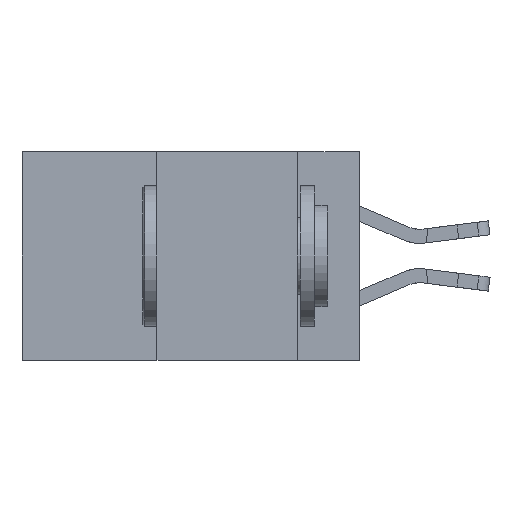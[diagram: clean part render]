
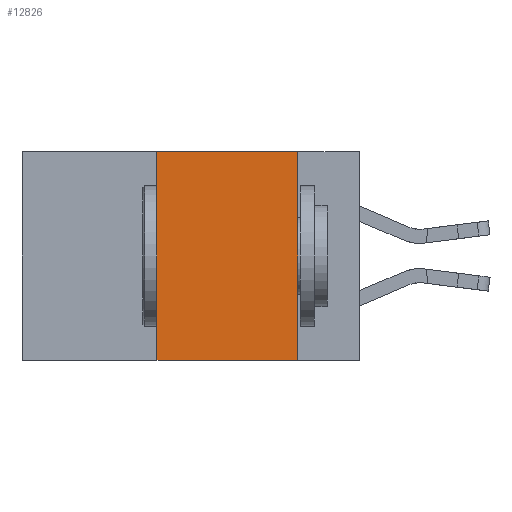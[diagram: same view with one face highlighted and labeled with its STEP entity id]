
A CAD part, left-side view. The second image highlights one B-rep face of the part: STEP entity #12826.
In plain terms, the highlighted planar face has unit normal (-1, 0, 0).
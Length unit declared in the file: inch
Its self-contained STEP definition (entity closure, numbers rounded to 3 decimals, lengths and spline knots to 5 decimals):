
#108 = CARTESIAN_POINT ( 'NONE',  ( 0., 0.6, 0. ) ) ;
#893 = VERTEX_POINT ( 'NONE', #12656 ) ;
#1303 = FACE_OUTER_BOUND ( 'NONE', #8061, .T. ) ;
#2461 = DIRECTION ( 'NONE',  ( 0., -1., 0. ) ) ;
#2887 = CARTESIAN_POINT ( 'NONE',  ( 0., 0.11, 0. ) ) ;
#4710 = ORIENTED_EDGE ( 'NONE', *, *, #11562, .F. ) ;
#4754 = ORIENTED_EDGE ( 'NONE', *, *, #8538, .F. ) ;
#4845 = ORIENTED_EDGE ( 'NONE', *, *, #12153, .F. ) ;
#4980 = ORIENTED_EDGE ( 'NONE', *, *, #11396, .T. ) ;
#5650 = DIRECTION ( 'NONE',  ( 0., -1., 0. ) ) ;
#6187 = CARTESIAN_POINT ( 'NONE',  ( 0., 0.6, 0. ) ) ;
#6291 = DIRECTION ( 'NONE',  ( 0., 0., 1. ) ) ;
#6600 = LINE ( 'NONE', #20885, #11447 ) ;
#7704 = AXIS2_PLACEMENT_3D ( 'NONE', #6187, #8025, #20781 ) ;
#8025 = DIRECTION ( 'NONE',  ( 1., 0., 0. ) ) ;
#8061 = EDGE_LOOP ( 'NONE', ( #4710, #4754, #4845, #4980 ) ) ;
#8067 = VECTOR ( 'NONE', #2461, 39.37008 ) ;
#8538 = EDGE_CURVE ( 'NONE', #893, #20620, #13598, .T. ) ;
#8886 = VECTOR ( 'NONE', #13905, 39.37008 ) ;
#11396 = EDGE_CURVE ( 'NONE', #23688, #13018, #12901, .T. ) ;
#11447 = VECTOR ( 'NONE', #6291, 39.37008 ) ;
#11562 = EDGE_CURVE ( 'NONE', #20620, #13018, #13766, .T. ) ;
#12153 = EDGE_CURVE ( 'NONE', #23688, #893, #6600, .T. ) ;
#12656 = CARTESIAN_POINT ( 'NONE',  ( 0., 0.36, 0. ) ) ;
#12826 = ADVANCED_FACE ( 'NONE', ( #1303 ), #17113, .F. ) ;
#12901 = LINE ( 'NONE', #13497, #8067 ) ;
#13018 = VERTEX_POINT ( 'NONE', #23122 ) ;
#13497 = CARTESIAN_POINT ( 'NONE',  ( 0., 0.6, -0.37 ) ) ;
#13598 = LINE ( 'NONE', #108, #22695 ) ;
#13766 = LINE ( 'NONE', #2887, #8886 ) ;
#13905 = DIRECTION ( 'NONE',  ( 0., 0., -1. ) ) ;
#17113 = PLANE ( 'NONE',  #7704 ) ;
#18587 = CARTESIAN_POINT ( 'NONE',  ( 0., 0.11, 0. ) ) ;
#20620 = VERTEX_POINT ( 'NONE', #18587 ) ;
#20781 = DIRECTION ( 'NONE',  ( 0., 0., -1. ) ) ;
#20885 = CARTESIAN_POINT ( 'NONE',  ( 0., 0.36, 0. ) ) ;
#22695 = VECTOR ( 'NONE', #5650, 39.37008 ) ;
#23122 = CARTESIAN_POINT ( 'NONE',  ( 0., 0.11, -0.37 ) ) ;
#23182 = CARTESIAN_POINT ( 'NONE',  ( 0., 0.36, -0.37 ) ) ;
#23688 = VERTEX_POINT ( 'NONE', #23182 ) ;
